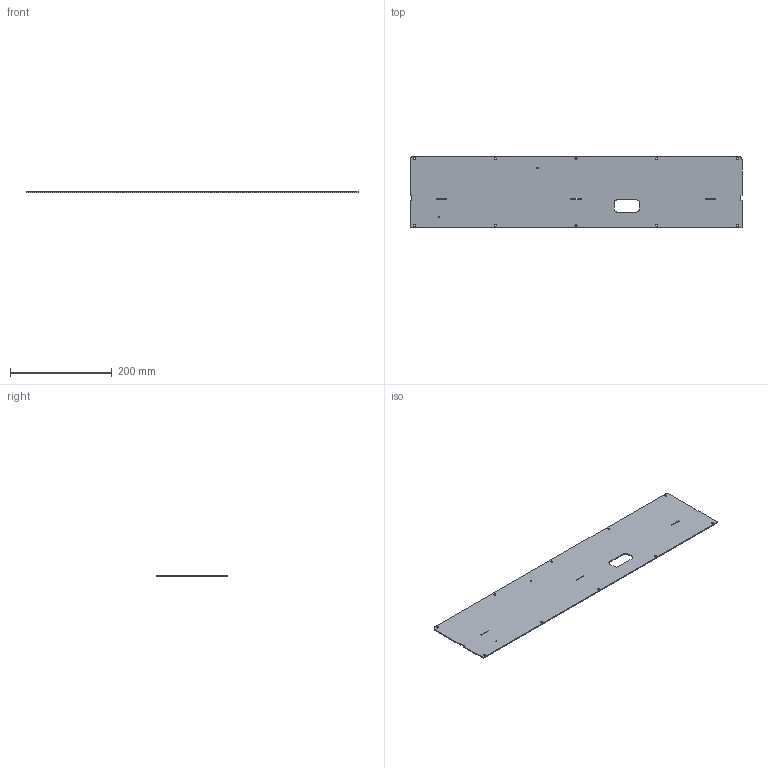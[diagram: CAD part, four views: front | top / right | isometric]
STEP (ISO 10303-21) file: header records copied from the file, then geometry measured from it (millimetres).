
FILE_DESCRIPTION(/* description */ (''),/* implementation_level */ '2;1');
FILE_NAME(/* name */ 'Ground Plate.step',/* time_stamp */ '2018-06-11T21:09:05+03:00',/* author */ (''),/* organization */ (''),/* preprocessor_version */ 'ST-DEVELOPER v17',/* originating_system */ 'Autodesk Translation Framework v7.1.0.215',/* authorisation */ '');
FILE_SCHEMA (('AUTOMOTIVE_DESIGN { 1 0 10303 214 3 1 1 }'));
Length unit declared in the file: millimetre
Products named in the file (1): Ground Plate
Bounding box: 654 x 141 x 2 mm (x, y, z)
Volume: 181445.8 mm3; surface area: 185453 mm2
Topology: 1 solids, 1 shells, 50 faces, 146 edges, 98 vertices
Faces by surface type: plane 30, cylinder 20
Full cylindrical faces by diameter (mm): 2.65 x2, 4 x10
Entity records: 1772 total; most frequent: CARTESIAN_POINT 295, ORIENTED_EDGE 292, DIRECTION 290, EDGE_CURVE 146, LINE 104, VECTOR 104, VERTEX_POINT 98, AXIS2_PLACEMENT_3D 93
